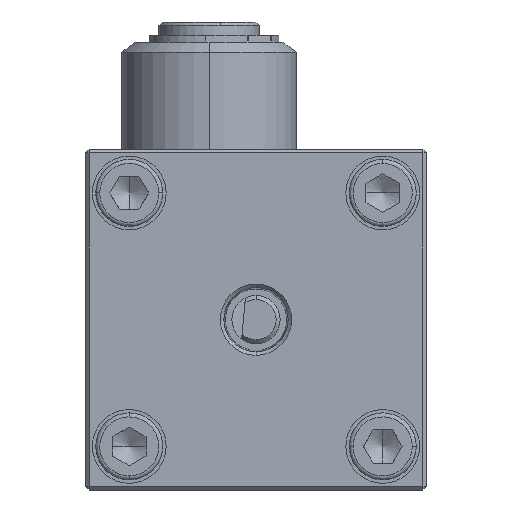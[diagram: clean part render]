
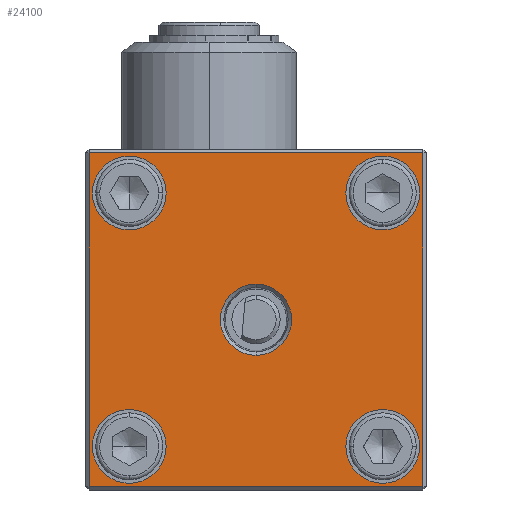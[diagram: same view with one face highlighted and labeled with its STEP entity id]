
A CAD part, left-side view. The second image highlights one B-rep face of the part: STEP entity #24100.
In plain terms, the highlighted planar face has unit normal (-1, 0, 0).
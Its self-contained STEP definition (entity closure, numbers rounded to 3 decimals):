
#335 = CARTESIAN_POINT ( 'NONE',  ( 0., 24.9, 24.9 ) ) ;
#482 = CARTESIAN_POINT ( 'NONE',  ( 0., -18.9, 18.9 ) ) ;
#1817 = CARTESIAN_POINT ( 'NONE',  ( 0., -18.9, -18.9 ) ) ;
#1861 = ORIENTED_EDGE ( 'NONE', *, *, #75216, .T. ) ;
#3572 = ORIENTED_EDGE ( 'NONE', *, *, #15316, .T. ) ;
#4843 = LINE ( 'NONE', #98242, #121899 ) ;
#5712 = CIRCLE ( 'NONE', #99738, 5.5 ) ;
#5812 = DIRECTION ( 'NONE',  ( 0., 0., 1. ) ) ;
#6397 = DIRECTION ( 'NONE',  ( 1., 0., 0. ) ) ;
#6779 = ORIENTED_EDGE ( 'NONE', *, *, #96088, .T. ) ;
#7961 = VERTEX_POINT ( 'NONE', #79805 ) ;
#9580 = DIRECTION ( 'NONE',  ( 1., 0., 0. ) ) ;
#9987 = DIRECTION ( 'NONE',  ( 0., 0., 1. ) ) ;
#11327 = DIRECTION ( 'NONE',  ( 0., 0., 1. ) ) ;
#11345 = FACE_BOUND ( 'NONE', #76429, .T. ) ;
#12381 = CARTESIAN_POINT ( 'NONE',  ( 0., 18.9, 24.4 ) ) ;
#13643 = ORIENTED_EDGE ( 'NONE', *, *, #38585, .T. ) ;
#14154 = AXIS2_PLACEMENT_3D ( 'NONE', #63168, #6397, #72696 ) ;
#14280 = CARTESIAN_POINT ( 'NONE',  ( 0., 0., -5.309 ) ) ;
#15316 = EDGE_CURVE ( 'NONE', #106638, #99515, #30073, .T. ) ;
#15930 = ORIENTED_EDGE ( 'NONE', *, *, #84836, .T. ) ;
#16009 = AXIS2_PLACEMENT_3D ( 'NONE', #66372, #9580, #75893 ) ;
#16125 = CARTESIAN_POINT ( 'NONE',  ( 0., 18.9, -18.9 ) ) ;
#17098 = DIRECTION ( 'NONE',  ( -1., 0., 0. ) ) ;
#17154 = LINE ( 'NONE', #68856, #117966 ) ;
#17268 = FACE_OUTER_BOUND ( 'NONE', #29396, .T. ) ;
#19321 = EDGE_CURVE ( 'NONE', #99515, #106638, #26485, .T. ) ;
#22121 = AXIS2_PLACEMENT_3D ( 'NONE', #482, #66781, #9987 ) ;
#23201 = AXIS2_PLACEMENT_3D ( 'NONE', #91952, #35172, #101451 ) ;
#23934 = ORIENTED_EDGE ( 'NONE', *, *, #98435, .T. ) ;
#24100 = ADVANCED_FACE ( 'NONE', ( #86960, #17268, #42449, #39507, #11345, #109116 ), #26191, .T. ) ;
#25227 = EDGE_CURVE ( 'NONE', #104001, #92584, #58700, .T. ) ;
#25619 = DIRECTION ( 'NONE',  ( 0., 0., 1. ) ) ;
#26191 = PLANE ( 'NONE',  #85269 ) ;
#26485 = CIRCLE ( 'NONE', #23201, 5.5 ) ;
#26781 = VERTEX_POINT ( 'NONE', #39313 ) ;
#26869 = CARTESIAN_POINT ( 'NONE',  ( 0., 0., -24.9 ) ) ;
#28469 = CIRCLE ( 'NONE', #64192, 5.5 ) ;
#28710 = EDGE_CURVE ( 'NONE', #98878, #98761, #44851, .T. ) ;
#29396 = EDGE_LOOP ( 'NONE', ( #38264, #13643, #6779, #61175 ) ) ;
#30073 = CIRCLE ( 'NONE', #69173, 5.5 ) ;
#35172 = DIRECTION ( 'NONE',  ( 1., 0., 0. ) ) ;
#38264 = ORIENTED_EDGE ( 'NONE', *, *, #89722, .T. ) ;
#38585 = EDGE_CURVE ( 'NONE', #72927, #26781, #96706, .T. ) ;
#39313 = CARTESIAN_POINT ( 'NONE',  ( 0., -24.9, -24.9 ) ) ;
#39507 = FACE_BOUND ( 'NONE', #47349, .T. ) ;
#40186 = CARTESIAN_POINT ( 'NONE',  ( 0., 24.9, -24.9 ) ) ;
#40401 = CARTESIAN_POINT ( 'NONE',  ( 0., 18.9, 18.9 ) ) ;
#42449 = FACE_BOUND ( 'NONE', #120241, .T. ) ;
#43318 = CIRCLE ( 'NONE', #14154, 5.5 ) ;
#43898 = AXIS2_PLACEMENT_3D ( 'NONE', #119310, #62611, #5812 ) ;
#44428 = CARTESIAN_POINT ( 'NONE',  ( 0., 0., 0. ) ) ;
#44476 = ORIENTED_EDGE ( 'NONE', *, *, #28710, .T. ) ;
#44768 = CARTESIAN_POINT ( 'NONE',  ( 0., 0., 5.309 ) ) ;
#44851 = CIRCLE ( 'NONE', #115587, 5.5 ) ;
#45940 = DIRECTION ( 'NONE',  ( 0., -1., 0. ) ) ;
#46882 = CARTESIAN_POINT ( 'NONE',  ( 0., -24.9, 24.9 ) ) ;
#47349 = EDGE_LOOP ( 'NONE', ( #23934, #1861 ) ) ;
#48665 = VECTOR ( 'NONE', #89591, 1000. ) ;
#49713 = ORIENTED_EDGE ( 'NONE', *, *, #25227, .T. ) ;
#49927 = DIRECTION ( 'NONE',  ( 0., 0., 1. ) ) ;
#52255 = VERTEX_POINT ( 'NONE', #335 ) ;
#53976 = DIRECTION ( 'NONE',  ( 0., 0., 1. ) ) ;
#54127 = VERTEX_POINT ( 'NONE', #101434 ) ;
#54783 = DIRECTION ( 'NONE',  ( 1., 0., 0. ) ) ;
#54893 = EDGE_CURVE ( 'NONE', #98761, #98878, #28469, .T. ) ;
#55130 = EDGE_LOOP ( 'NONE', ( #3572, #116255 ) ) ;
#57480 = EDGE_LOOP ( 'NONE', ( #49713, #121947 ) ) ;
#58700 = CIRCLE ( 'NONE', #114664, 5.309 ) ;
#61175 = ORIENTED_EDGE ( 'NONE', *, *, #75815, .T. ) ;
#62611 = DIRECTION ( 'NONE',  ( 1., 0., 0. ) ) ;
#63168 = CARTESIAN_POINT ( 'NONE',  ( 0., -18.9, 18.9 ) ) ;
#64192 = AXIS2_PLACEMENT_3D ( 'NONE', #111468, #54783, #121005 ) ;
#66372 = CARTESIAN_POINT ( 'NONE',  ( 0., 0., 0. ) ) ;
#66781 = DIRECTION ( 'NONE',  ( 1., 0., 0. ) ) ;
#67679 = CARTESIAN_POINT ( 'NONE',  ( 0., -18.9, -24.4 ) ) ;
#67712 = VERTEX_POINT ( 'NONE', #46882 ) ;
#68115 = DIRECTION ( 'NONE',  ( 1., 0., 0. ) ) ;
#68856 = CARTESIAN_POINT ( 'NONE',  ( 0., 24.9, 12.4 ) ) ;
#69173 = AXIS2_PLACEMENT_3D ( 'NONE', #1817, #68115, #11327 ) ;
#71463 = ORIENTED_EDGE ( 'NONE', *, *, #54893, .T. ) ;
#71785 = CARTESIAN_POINT ( 'NONE',  ( 0., -18.9, -13.4 ) ) ;
#72696 = DIRECTION ( 'NONE',  ( 0., 0., 1. ) ) ;
#72927 = VERTEX_POINT ( 'NONE', #40186 ) ;
#74260 = CIRCLE ( 'NONE', #43898, 5.5 ) ;
#75216 = EDGE_CURVE ( 'NONE', #118054, #54127, #5712, .T. ) ;
#75815 = EDGE_CURVE ( 'NONE', #67712, #52255, #121248, .T. ) ;
#75893 = DIRECTION ( 'NONE',  ( 0., 0., 1. ) ) ;
#76429 = EDGE_LOOP ( 'NONE', ( #99462, #15930 ) ) ;
#78771 = DIRECTION ( 'NONE',  ( 0., 0., -1. ) ) ;
#79223 = DIRECTION ( 'NONE',  ( 0., 0., 1. ) ) ;
#79311 = EDGE_CURVE ( 'NONE', #115916, #7961, #101629, .T. ) ;
#79805 = CARTESIAN_POINT ( 'NONE',  ( 0., -18.9, 13.4 ) ) ;
#80866 = CARTESIAN_POINT ( 'NONE',  ( 0., 0., 24.9 ) ) ;
#82406 = DIRECTION ( 'NONE',  ( 1., 0., 0. ) ) ;
#83381 = DIRECTION ( 'NONE',  ( 0., 0., 1. ) ) ;
#84836 = EDGE_CURVE ( 'NONE', #7961, #115916, #43318, .T. ) ;
#85269 = AXIS2_PLACEMENT_3D ( 'NONE', #121052, #17098, #83381 ) ;
#86960 = FACE_BOUND ( 'NONE', #57480, .T. ) ;
#87210 = CARTESIAN_POINT ( 'NONE',  ( 0., 18.9, -24.4 ) ) ;
#89591 = DIRECTION ( 'NONE',  ( 0., 1., 0. ) ) ;
#89722 = EDGE_CURVE ( 'NONE', #52255, #72927, #17154, .T. ) ;
#91952 = CARTESIAN_POINT ( 'NONE',  ( 0., -18.9, -18.9 ) ) ;
#92584 = VERTEX_POINT ( 'NONE', #14280 ) ;
#96088 = EDGE_CURVE ( 'NONE', #26781, #67712, #4843, .T. ) ;
#96706 = LINE ( 'NONE', #26869, #115980 ) ;
#98242 = CARTESIAN_POINT ( 'NONE',  ( 0., -24.9, 12.4 ) ) ;
#98435 = EDGE_CURVE ( 'NONE', #54127, #118054, #74260, .T. ) ;
#98761 = VERTEX_POINT ( 'NONE', #12381 ) ;
#98878 = VERTEX_POINT ( 'NONE', #118772 ) ;
#99462 = ORIENTED_EDGE ( 'NONE', *, *, #79311, .T. ) ;
#99515 = VERTEX_POINT ( 'NONE', #67679 ) ;
#99738 = AXIS2_PLACEMENT_3D ( 'NONE', #16125, #82406, #25619 ) ;
#101434 = CARTESIAN_POINT ( 'NONE',  ( 0., 18.9, -13.4 ) ) ;
#101451 = DIRECTION ( 'NONE',  ( 0., 0., 1. ) ) ;
#101629 = CIRCLE ( 'NONE', #22121, 5.5 ) ;
#104001 = VERTEX_POINT ( 'NONE', #44768 ) ;
#106638 = VERTEX_POINT ( 'NONE', #71785 ) ;
#106661 = DIRECTION ( 'NONE',  ( 1., 0., 0. ) ) ;
#107455 = CARTESIAN_POINT ( 'NONE',  ( 0., -18.9, 24.4 ) ) ;
#109116 = FACE_BOUND ( 'NONE', #55130, .T. ) ;
#110676 = DIRECTION ( 'NONE',  ( 1., 0., 0. ) ) ;
#111468 = CARTESIAN_POINT ( 'NONE',  ( 0., 18.9, 18.9 ) ) ;
#112383 = CIRCLE ( 'NONE', #16009, 5.309 ) ;
#114664 = AXIS2_PLACEMENT_3D ( 'NONE', #44428, #110676, #53976 ) ;
#115587 = AXIS2_PLACEMENT_3D ( 'NONE', #40401, #106661, #49927 ) ;
#115916 = VERTEX_POINT ( 'NONE', #107455 ) ;
#115980 = VECTOR ( 'NONE', #45940, 1000. ) ;
#116255 = ORIENTED_EDGE ( 'NONE', *, *, #19321, .T. ) ;
#117966 = VECTOR ( 'NONE', #78771, 1000. ) ;
#118054 = VERTEX_POINT ( 'NONE', #87210 ) ;
#118383 = EDGE_CURVE ( 'NONE', #92584, #104001, #112383, .T. ) ;
#118772 = CARTESIAN_POINT ( 'NONE',  ( 0., 18.9, 13.4 ) ) ;
#119310 = CARTESIAN_POINT ( 'NONE',  ( 0., 18.9, -18.9 ) ) ;
#120241 = EDGE_LOOP ( 'NONE', ( #71463, #44476 ) ) ;
#121005 = DIRECTION ( 'NONE',  ( 0., 0., 1. ) ) ;
#121052 = CARTESIAN_POINT ( 'NONE',  ( 0., 0., 12.4 ) ) ;
#121248 = LINE ( 'NONE', #80866, #48665 ) ;
#121899 = VECTOR ( 'NONE', #79223, 1000. ) ;
#121947 = ORIENTED_EDGE ( 'NONE', *, *, #118383, .T. ) ;
